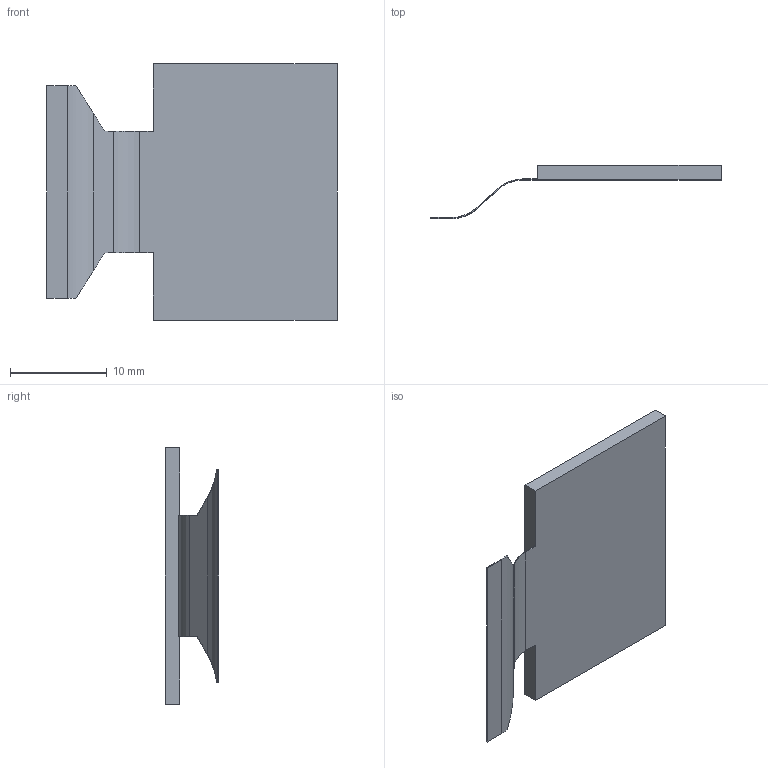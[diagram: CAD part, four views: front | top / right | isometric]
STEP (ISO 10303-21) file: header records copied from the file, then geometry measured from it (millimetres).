
FILE_DESCRIPTION (( 'STEP AP214' ), '1' );
FILE_NAME ('1306 128x64 OLED.STEP', '2025-05-15T15:41:07', ( 'Kaso' ), ( '' ), 'SwSTEP 2.0', 'SolidWorks 2024', '' );
FILE_SCHEMA (( 'AUTOMOTIVE_DESIGN' ));
Length unit declared in the file: millimetre
Products named in the file (1): 1306 128x64 OLED
Bounding box: 30 x 5.5 x 26.5 mm (x, y, z)
Volume: 775.1 mm3; surface area: 1544.5 mm2
Topology: 1 solids, 1 shells, 22 faces, 60 edges, 40 vertices
Faces by surface type: plane 18, cylinder 4
Entity records: 715 total; most frequent: CARTESIAN_POINT 135, ORIENTED_EDGE 120, DIRECTION 110, EDGE_CURVE 60, VECTOR 48, LINE 48, VERTEX_POINT 40, AXIS2_PLACEMENT_3D 31
